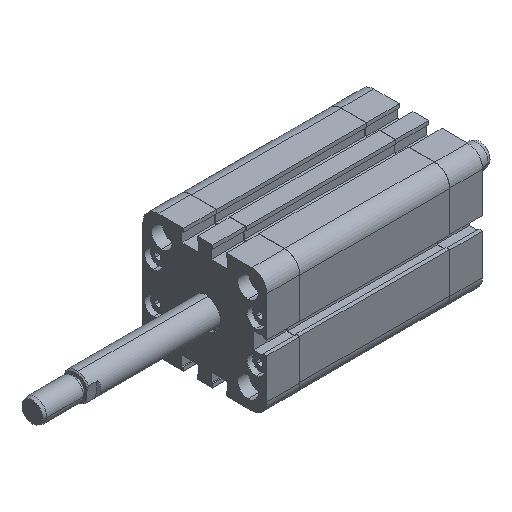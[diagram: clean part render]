
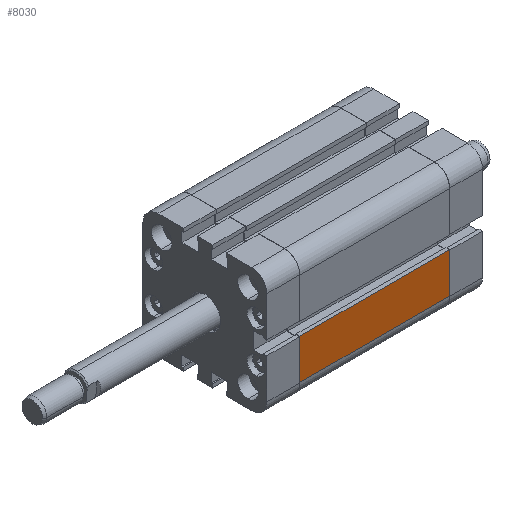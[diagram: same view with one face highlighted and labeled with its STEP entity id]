
A CAD part, isometric view. The second image highlights one B-rep face of the part: STEP entity #8030.
In plain terms, the highlighted planar face has unit normal (0, -1, 0).
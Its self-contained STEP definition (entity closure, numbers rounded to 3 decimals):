
#263 = DIRECTION ( 'NONE',  ( 0., 0., -1. ) ) ;
#342 = VERTEX_POINT ( 'NONE', #9832 ) ;
#455 = CARTESIAN_POINT ( 'NONE',  ( 66., -27.25, -27.25 ) ) ;
#704 = VERTEX_POINT ( 'NONE', #6522 ) ;
#927 = VECTOR ( 'NONE', #16312, 1000. ) ;
#984 = CARTESIAN_POINT ( 'NONE',  ( 0., -27.25, -20.45 ) ) ;
#2060 = LINE ( 'NONE', #455, #11058 ) ;
#2819 = DIRECTION ( 'NONE',  ( -1., 0., 0. ) ) ;
#4433 = EDGE_CURVE ( 'NONE', #704, #5462, #2060, .T. ) ;
#4503 = EDGE_CURVE ( 'NONE', #5692, #5462, #16735, .T. ) ;
#4510 = LINE ( 'NONE', #10864, #18092 ) ;
#4571 = FACE_OUTER_BOUND ( 'NONE', #11325, .T. ) ;
#4682 = PLANE ( 'NONE',  #11400 ) ;
#4776 = DIRECTION ( 'NONE',  ( 0., 0., 1. ) ) ;
#5391 = CARTESIAN_POINT ( 'NONE',  ( 0., -27.25, -27.25 ) ) ;
#5462 = VERTEX_POINT ( 'NONE', #19497 ) ;
#5692 = VERTEX_POINT ( 'NONE', #984 ) ;
#6522 = CARTESIAN_POINT ( 'NONE',  ( 66., -27.25, -2.8 ) ) ;
#8030 = ADVANCED_FACE ( 'NONE', ( #4571 ), #4682, .F. ) ;
#8274 = ORIENTED_EDGE ( 'NONE', *, *, #4503, .T. ) ;
#8708 = CARTESIAN_POINT ( 'NONE',  ( 66., -27.25, -20.45 ) ) ;
#8888 = ORIENTED_EDGE ( 'NONE', *, *, #20295, .T. ) ;
#9832 = CARTESIAN_POINT ( 'NONE',  ( 0., -27.25, -2.8 ) ) ;
#10152 = LINE ( 'NONE', #5391, #14331 ) ;
#10864 = CARTESIAN_POINT ( 'NONE',  ( 66.001, -27.25, -2.8 ) ) ;
#11058 = VECTOR ( 'NONE', #263, 1000. ) ;
#11325 = EDGE_LOOP ( 'NONE', ( #11627, #8888, #8274, #18788 ) ) ;
#11400 = AXIS2_PLACEMENT_3D ( 'NONE', #19362, #14419, #4776 ) ;
#11627 = ORIENTED_EDGE ( 'NONE', *, *, #15745, .T. ) ;
#14331 = VECTOR ( 'NONE', #15408, 1000. ) ;
#14419 = DIRECTION ( 'NONE',  ( 0., 1., 0. ) ) ;
#15408 = DIRECTION ( 'NONE',  ( 0., 0., -1. ) ) ;
#15745 = EDGE_CURVE ( 'NONE', #704, #342, #4510, .T. ) ;
#16312 = DIRECTION ( 'NONE',  ( 1., 0., 0. ) ) ;
#16735 = LINE ( 'NONE', #8708, #927 ) ;
#18092 = VECTOR ( 'NONE', #2819, 1000. ) ;
#18788 = ORIENTED_EDGE ( 'NONE', *, *, #4433, .F. ) ;
#19362 = CARTESIAN_POINT ( 'NONE',  ( 66., -27.25, -27.25 ) ) ;
#19497 = CARTESIAN_POINT ( 'NONE',  ( 66., -27.25, -20.45 ) ) ;
#20295 = EDGE_CURVE ( 'NONE', #342, #5692, #10152, .T. ) ;
